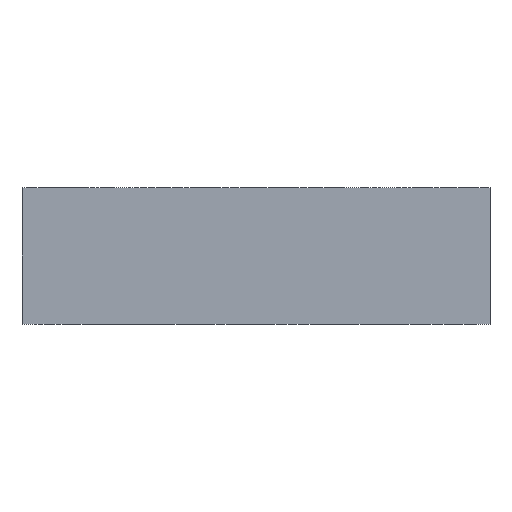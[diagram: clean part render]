
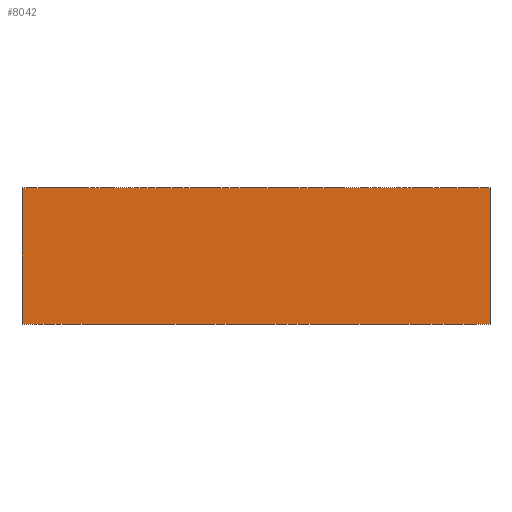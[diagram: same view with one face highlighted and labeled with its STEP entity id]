
A CAD part, left-side view. The second image highlights one B-rep face of the part: STEP entity #8042.
In plain terms, the highlighted planar face has unit normal (-1, 0, 0).
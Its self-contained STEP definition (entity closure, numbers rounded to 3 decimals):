
#984=FACE_OUTER_BOUND('',#1443,.T.);
#1443=EDGE_LOOP('',(#6999,#7000,#7001,#7002));
#1786=LINE('',#12195,#2555);
#2240=LINE('',#13643,#3009);
#2241=LINE('',#13645,#3010);
#2242=LINE('',#13646,#3011);
#2555=VECTOR('',#9045,10.);
#3009=VECTOR('',#10309,10.);
#3010=VECTOR('',#10310,10.);
#3011=VECTOR('',#10311,10.);
#3317=VERTEX_POINT('',#12188);
#3320=VERTEX_POINT('',#12193);
#3781=VERTEX_POINT('',#13642);
#3782=VERTEX_POINT('',#13644);
#4238=EDGE_CURVE('',#3317,#3320,#1786,.T.);
#4876=EDGE_CURVE('',#3781,#3317,#2240,.T.);
#4877=EDGE_CURVE('',#3782,#3320,#2241,.T.);
#4878=EDGE_CURVE('',#3781,#3782,#2242,.T.);
#6999=ORIENTED_EDGE('',*,*,#4876,.T.);
#7000=ORIENTED_EDGE('',*,*,#4238,.T.);
#7001=ORIENTED_EDGE('',*,*,#4877,.F.);
#7002=ORIENTED_EDGE('',*,*,#4878,.F.);
#7330=PLANE('',#8554);
#8042=ADVANCED_FACE('',(#984),#7330,.T.);
#8554=AXIS2_PLACEMENT_3D('',#13641,#10307,#10308);
#9045=DIRECTION('',(0.,0.,1.));
#10307=DIRECTION('center_axis',(-1.,0.,0.));
#10308=DIRECTION('ref_axis',(0.,-1.,0.));
#10309=DIRECTION('',(0.,-1.,0.));
#10310=DIRECTION('',(0.,-1.,0.));
#10311=DIRECTION('',(0.,0.,1.));
#12188=CARTESIAN_POINT('',(0.,0.,0.));
#12193=CARTESIAN_POINT('',(0.,0.,44.45));
#12195=CARTESIAN_POINT('',(0.,0.,0.));
#13641=CARTESIAN_POINT('Origin',(0.,152.4,0.));
#13642=CARTESIAN_POINT('',(0.,152.4,0.));
#13643=CARTESIAN_POINT('',(0.,152.4,0.));
#13644=CARTESIAN_POINT('',(0.,152.4,44.45));
#13645=CARTESIAN_POINT('',(0.,152.4,44.45));
#13646=CARTESIAN_POINT('',(0.,152.4,0.));
